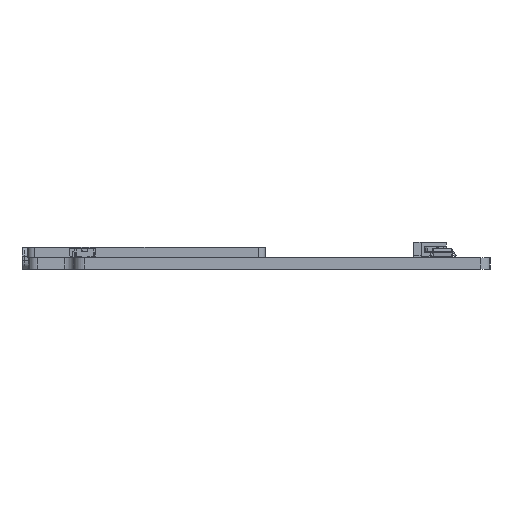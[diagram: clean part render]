
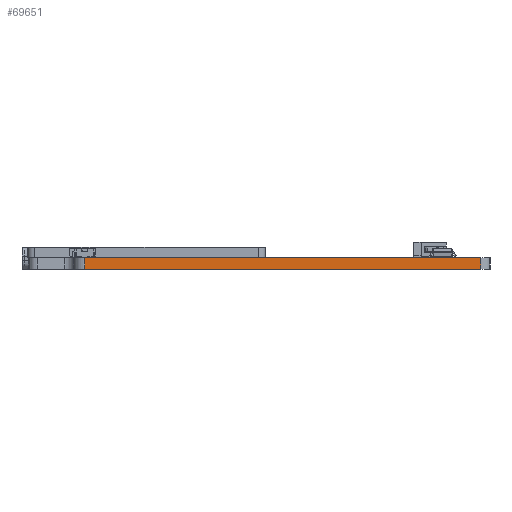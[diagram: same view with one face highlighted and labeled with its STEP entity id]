
A CAD part, left-side view. The second image highlights one B-rep face of the part: STEP entity #69651.
In plain terms, the highlighted planar face has unit normal (-1, 0, 0).
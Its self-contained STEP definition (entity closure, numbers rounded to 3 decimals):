
#68397 = VERTEX_POINT('',#68398);
#68398 = CARTESIAN_POINT('',(74.676,-31.496,0.));
#68405 = EDGE_CURVE('',#68406,#68397,#68408,.T.);
#68406 = VERTEX_POINT('',#68407);
#68407 = CARTESIAN_POINT('',(74.676,-86.868,0.));
#68408 = LINE('',#68409,#68410);
#68409 = CARTESIAN_POINT('',(74.676,-86.868,0.));
#68410 = VECTOR('',#68411,1.);
#68411 = DIRECTION('',(0.,1.,0.));
#68883 = VERTEX_POINT('',#68884);
#68884 = CARTESIAN_POINT('',(74.676,-31.496,1.6));
#68891 = EDGE_CURVE('',#68892,#68883,#68894,.T.);
#68892 = VERTEX_POINT('',#68893);
#68893 = CARTESIAN_POINT('',(74.676,-86.868,1.6));
#68894 = LINE('',#68895,#68896);
#68895 = CARTESIAN_POINT('',(74.676,-86.868,1.6));
#68896 = VECTOR('',#68897,1.);
#68897 = DIRECTION('',(0.,1.,0.));
#69623 = EDGE_CURVE('',#68406,#68892,#69624,.T.);
#69624 = LINE('',#69625,#69626);
#69625 = CARTESIAN_POINT('',(74.676,-86.868,0.));
#69626 = VECTOR('',#69627,1.);
#69627 = DIRECTION('',(0.,0.,1.));
#69651 = ADVANCED_FACE('',(#69652),#69663,.T.);
#69652 = FACE_BOUND('',#69653,.T.);
#69653 = EDGE_LOOP('',(#69654,#69655,#69656,#69662));
#69654 = ORIENTED_EDGE('',*,*,#69623,.T.);
#69655 = ORIENTED_EDGE('',*,*,#68891,.T.);
#69656 = ORIENTED_EDGE('',*,*,#69657,.F.);
#69657 = EDGE_CURVE('',#68397,#68883,#69658,.T.);
#69658 = LINE('',#69659,#69660);
#69659 = CARTESIAN_POINT('',(74.676,-31.496,0.));
#69660 = VECTOR('',#69661,1.);
#69661 = DIRECTION('',(0.,0.,1.));
#69662 = ORIENTED_EDGE('',*,*,#68405,.F.);
#69663 = PLANE('',#69664);
#69664 = AXIS2_PLACEMENT_3D('',#69665,#69666,#69667);
#69665 = CARTESIAN_POINT('',(74.676,-86.868,0.));
#69666 = DIRECTION('',(-1.,0.,0.));
#69667 = DIRECTION('',(0.,1.,0.));
